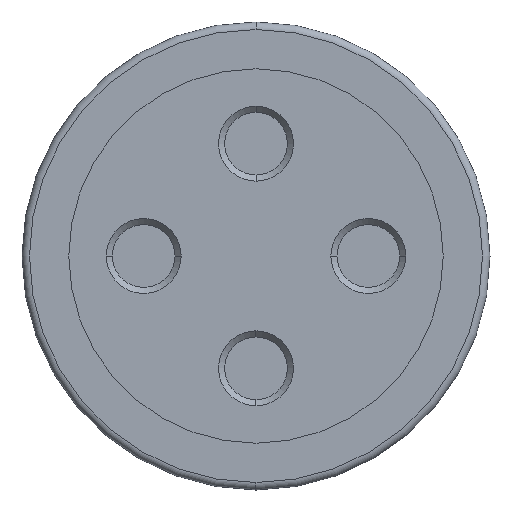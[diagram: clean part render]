
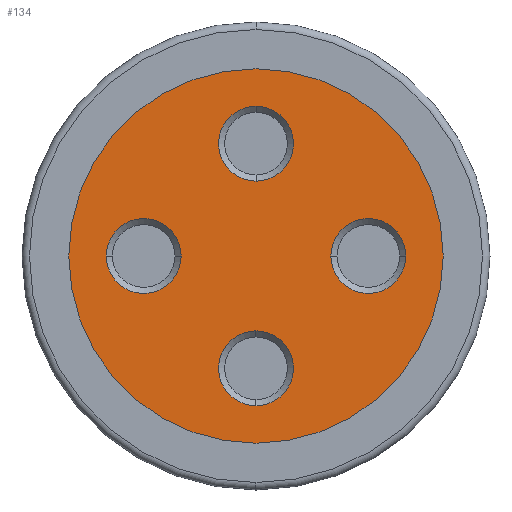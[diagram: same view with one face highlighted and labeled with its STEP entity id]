
A CAD part, left-side view. The second image highlights one B-rep face of the part: STEP entity #134.
In plain terms, the highlighted planar face has unit normal (-1, 0, 0).
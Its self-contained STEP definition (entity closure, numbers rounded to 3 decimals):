
#134=ADVANCED_FACE('',(#320,#321,#322,#323,#324),#325,.T.);
#320=FACE_BOUND('',#510,.T.);
#321=FACE_BOUND('',#511,.T.);
#322=FACE_BOUND('',#512,.T.);
#323=FACE_BOUND('',#513,.T.);
#324=FACE_OUTER_BOUND('',#514,.T.);
#325=PLANE('',#515);
#510=EDGE_LOOP('',(#1194,#1195));
#511=EDGE_LOOP('',(#1196,#1197));
#512=EDGE_LOOP('',(#1198,#1199));
#513=EDGE_LOOP('',(#1200,#1201));
#514=EDGE_LOOP('',(#1202,#1203));
#515=AXIS2_PLACEMENT_3D('',#1204,#1205,#1206);
#1194=ORIENTED_EDGE('',*,*,#1269,.T.);
#1195=ORIENTED_EDGE('',*,*,#1396,.T.);
#1196=ORIENTED_EDGE('',*,*,#1262,.T.);
#1197=ORIENTED_EDGE('',*,*,#1399,.T.);
#1198=ORIENTED_EDGE('',*,*,#1255,.T.);
#1199=ORIENTED_EDGE('',*,*,#1402,.T.);
#1200=ORIENTED_EDGE('',*,*,#1248,.T.);
#1201=ORIENTED_EDGE('',*,*,#1405,.T.);
#1202=ORIENTED_EDGE('',*,*,#1210,.T.);
#1203=ORIENTED_EDGE('',*,*,#1417,.T.);
#1204=CARTESIAN_POINT('',(0.0,0.0,0.0));
#1205=DIRECTION('',(-1.0,0.0,0.));
#1206=DIRECTION('',(0.,0.0,1.0));
#1210=EDGE_CURVE('',#1420,#1424,#1426,.T.);
#1248=EDGE_CURVE('',#1493,#1495,#1497,.T.);
#1255=EDGE_CURVE('',#1506,#1508,#1510,.T.);
#1262=EDGE_CURVE('',#1519,#1521,#1523,.T.);
#1269=EDGE_CURVE('',#1532,#1534,#1536,.T.);
#1396=EDGE_CURVE('',#1534,#1532,#1745,.T.);
#1399=EDGE_CURVE('',#1521,#1519,#1748,.T.);
#1402=EDGE_CURVE('',#1508,#1506,#1751,.T.);
#1405=EDGE_CURVE('',#1495,#1493,#1754,.T.);
#1417=EDGE_CURVE('',#1424,#1420,#1766,.T.);
#1420=VERTEX_POINT('',#1769);
#1424=VERTEX_POINT('',#1774);
#1426=CIRCLE('',#1777,25.0);
#1493=VERTEX_POINT('',#1856);
#1495=VERTEX_POINT('',#1859);
#1497=CIRCLE('',#1862,5.0);
#1506=VERTEX_POINT('',#1873);
#1508=VERTEX_POINT('',#1876);
#1510=CIRCLE('',#1879,5.0);
#1519=VERTEX_POINT('',#1890);
#1521=VERTEX_POINT('',#1893);
#1523=CIRCLE('',#1896,5.0);
#1532=VERTEX_POINT('',#1907);
#1534=VERTEX_POINT('',#1910);
#1536=CIRCLE('',#1913,5.0);
#1745=CIRCLE('',#2435,5.0);
#1748=CIRCLE('',#2438,5.0);
#1751=CIRCLE('',#2441,5.0);
#1754=CIRCLE('',#2444,5.0);
#1766=CIRCLE('',#2456,25.0);
#1769=CARTESIAN_POINT('',(0.,0.0,25.0));
#1774=CARTESIAN_POINT('',(0.,0.,-25.0));
#1777=AXIS2_PLACEMENT_3D('',#2463,#2464,#2465);
#1856=CARTESIAN_POINT('',(0.0,20.0,0.0));
#1859=CARTESIAN_POINT('',(0.,10.0,0.));
#1862=AXIS2_PLACEMENT_3D('',#2549,#2550,#2551);
#1873=CARTESIAN_POINT('',(0.,0.,-20.0));
#1876=CARTESIAN_POINT('',(0.,0.,-10.0));
#1879=AXIS2_PLACEMENT_3D('',#2562,#2563,#2564);
#1890=CARTESIAN_POINT('',(0.,-20.0,0.));
#1893=CARTESIAN_POINT('',(0.,-10.0,0.));
#1896=AXIS2_PLACEMENT_3D('',#2575,#2576,#2577);
#1907=CARTESIAN_POINT('',(0.,0.,20.0));
#1910=CARTESIAN_POINT('',(0.,0.,10.0));
#1913=AXIS2_PLACEMENT_3D('',#2588,#2589,#2590);
#2435=AXIS2_PLACEMENT_3D('',#2795,#2796,#2797);
#2438=AXIS2_PLACEMENT_3D('',#2804,#2805,#2806);
#2441=AXIS2_PLACEMENT_3D('',#2813,#2814,#2815);
#2444=AXIS2_PLACEMENT_3D('',#2822,#2823,#2824);
#2456=AXIS2_PLACEMENT_3D('',#2858,#2859,#2860);
#2463=CARTESIAN_POINT('',(0.0,0.0,0.0));
#2464=DIRECTION('',(-1.0,0.0,0.));
#2465=DIRECTION('',(0.,0.0,1.0));
#2549=CARTESIAN_POINT('',(0.0,15.0,0.0));
#2550=DIRECTION('',(1.0,0.0,0.));
#2551=DIRECTION('',(0.0,1.0,0.0));
#2562=CARTESIAN_POINT('',(0.,0.,-15.0));
#2563=DIRECTION('',(1.0,0.0,0.));
#2564=DIRECTION('',(0.,0.,-1.0));
#2575=CARTESIAN_POINT('',(0.,-15.0,0.));
#2576=DIRECTION('',(1.0,0.0,0.));
#2577=DIRECTION('',(0.,-1.0,0.));
#2588=CARTESIAN_POINT('',(0.,0.,15.0));
#2589=DIRECTION('',(1.0,0.0,0.));
#2590=DIRECTION('',(0.,0.,1.0));
#2795=CARTESIAN_POINT('',(0.,0.,15.0));
#2796=DIRECTION('',(1.0,0.0,0.));
#2797=DIRECTION('',(0.,0.,1.0));
#2804=CARTESIAN_POINT('',(0.,-15.0,0.));
#2805=DIRECTION('',(1.0,0.0,0.));
#2806=DIRECTION('',(0.,-1.0,0.));
#2813=CARTESIAN_POINT('',(0.,0.,-15.0));
#2814=DIRECTION('',(1.0,0.0,0.));
#2815=DIRECTION('',(0.,0.,-1.0));
#2822=CARTESIAN_POINT('',(0.0,15.0,0.0));
#2823=DIRECTION('',(1.0,0.0,0.));
#2824=DIRECTION('',(0.0,1.0,0.0));
#2858=CARTESIAN_POINT('',(0.0,0.0,0.0));
#2859=DIRECTION('',(-1.0,0.0,0.));
#2860=DIRECTION('',(0.,0.0,1.0));
